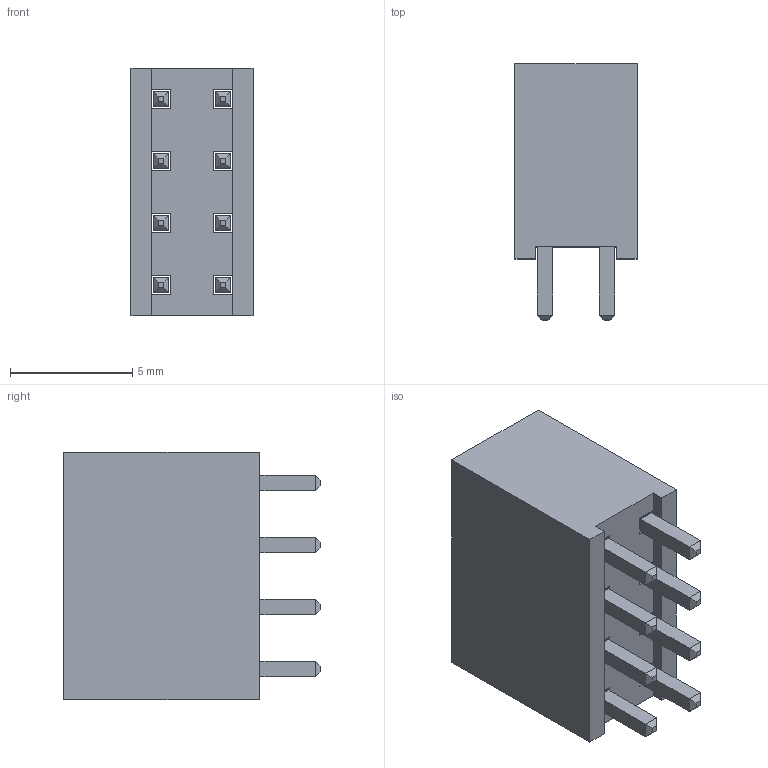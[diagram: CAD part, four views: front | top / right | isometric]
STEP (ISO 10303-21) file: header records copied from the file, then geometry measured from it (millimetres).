
FILE_DESCRIPTION(/* description */ (''),/* implementation_level */ '2;1');
FILE_NAME(/* name */ 'header_2.54_female_2x4pin.stp',/* time_stamp */ '2025-04-20T23:50:39+07:00',/* author */ ('acit'),/* organization */ (''),/* preprocessor_version */ 'ST-DEVELOPER v18',/* originating_system */ 'Autodesk Inventor 2020',/* authorisation */ '');
FILE_SCHEMA (('AUTOMOTIVE_DESIGN { 1 0 10303 214 3 1 1 }'));
Length unit declared in the file: millimetre
Products named in the file (1): header_2.54_female_2x4pin
Bounding box: 5 x 10.5 x 10.16 mm (x, y, z)
Volume: 359.9 mm3; surface area: 595.3 mm2
Topology: 9 solids, 9 shells, 146 faces, 344 edges, 208 vertices
Faces by surface type: plane 146
Entity records: 4175 total; most frequent: CARTESIAN_POINT 699, ORIENTED_EDGE 688, DIRECTION 638, LINE 344, VECTOR 344, EDGE_CURVE 344, VERTEX_POINT 208, EDGE_LOOP 154
